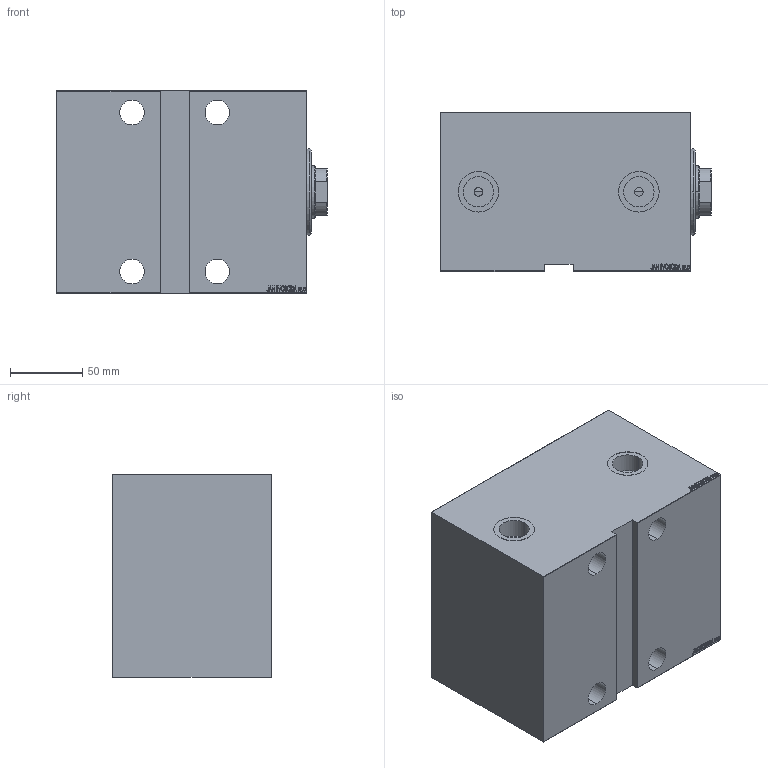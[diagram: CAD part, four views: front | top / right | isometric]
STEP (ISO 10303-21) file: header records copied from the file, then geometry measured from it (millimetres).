
FILE_DESCRIPTION (( 'STEP AP203' ), '1' );
FILE_NAME ('957e.STEP', '2021-03-18T17:08:34', ( '' ), ( '' ), 'SwSTEP 2.0', 'SolidWorks 2019', '' );
FILE_SCHEMA (( 'CONFIG_CONTROL_DESIGN' ));
Length unit declared in the file: millimetre
Products named in the file (4): V450CM_E_VCP 70d8d808c09d7387edd94bed789d600c; 957e; V450CM_E 70d8d808c09d7387edd94bed789d600c; V450CM_VC_B 70d8d808c09d7387edd94bed789d600c
Assembly tree (3 placements, depth 2):
  957e
    V450CM_E 70d8d808c09d7387edd94bed789d600c
    V450CM_E_VCP 70d8d808c09d7387edd94bed789d600c
    V450CM_VC_B 70d8d808c09d7387edd94bed789d600c
Bounding box: 187 x 110 x 140 mm (x, y, z)
Volume: 2108286.2 mm3; surface area: 240629.4 mm2
Topology: 3 solids, 3 shells, 859 faces, 2210 edges, 1465 vertices
Faces by surface type: plane 411, bspline 380, cylinder 54, cone 14
Entity records: 43360 total; most frequent: CARTESIAN_POINT 24526, ORIENTED_EDGE 4416, DIRECTION 2526, EDGE_CURVE 2208, VERTEX_POINT 1465, VECTOR 1316, LINE 1316, EDGE_LOOP 983
